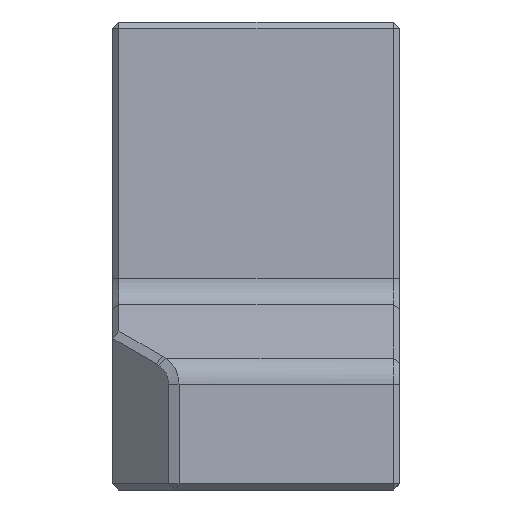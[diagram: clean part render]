
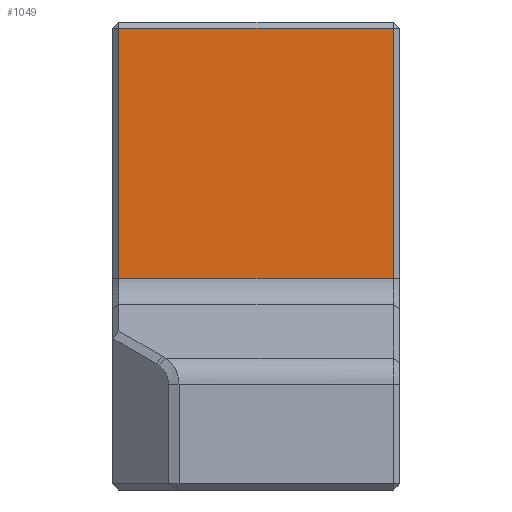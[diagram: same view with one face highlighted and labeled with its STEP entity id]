
A CAD part, left-side view. The second image highlights one B-rep face of the part: STEP entity #1049.
In plain terms, the highlighted planar face has unit normal (-1, 0, 0).
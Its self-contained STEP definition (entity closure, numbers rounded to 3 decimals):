
#94=PLANE('',#1133);
#160=FACE_OUTER_BOUND('',#225,.T.);
#225=EDGE_LOOP('',(#936,#937,#938,#939));
#312=LINE('',#3832,#419);
#314=LINE('',#3835,#421);
#319=LINE('',#3845,#426);
#336=LINE('',#3941,#443);
#419=VECTOR('',#1311,10.);
#421=VECTOR('',#1315,10.);
#426=VECTOR('',#1324,10.);
#443=VECTOR('',#1369,10.);
#525=VERTEX_POINT('',#3805);
#527=VERTEX_POINT('',#3814);
#531=VERTEX_POINT('',#3826);
#534=VERTEX_POINT('',#3841);
#657=EDGE_CURVE('',#531,#527,#312,.T.);
#659=EDGE_CURVE('',#527,#525,#314,.T.);
#664=EDGE_CURVE('',#525,#534,#319,.T.);
#689=EDGE_CURVE('',#531,#534,#336,.T.);
#936=ORIENTED_EDGE('',*,*,#664,.F.);
#937=ORIENTED_EDGE('',*,*,#659,.F.);
#938=ORIENTED_EDGE('',*,*,#657,.F.);
#939=ORIENTED_EDGE('',*,*,#689,.T.);
#1049=ADVANCED_FACE('',(#160),#94,.F.);
#1133=AXIS2_PLACEMENT_3D('',#3940,#1367,#1368);
#1311=DIRECTION('',(0.,0.,1.));
#1315=DIRECTION('',(0.,-1.,0.));
#1324=DIRECTION('',(0.,0.,-1.));
#1367=DIRECTION('center_axis',(1.,0.,0.));
#1368=DIRECTION('ref_axis',(0.,0.,-1.));
#1369=DIRECTION('',(0.,-1.,0.));
#3805=CARTESIAN_POINT('',(215.,-30.599,-0.401));
#3814=CARTESIAN_POINT('',(215.,-12.399,-0.401));
#3826=CARTESIAN_POINT('',(215.,-12.399,-16.972));
#3832=CARTESIAN_POINT('',(215.,-12.399,-15.501));
#3835=CARTESIAN_POINT('',(215.,-20.792,-0.401));
#3841=CARTESIAN_POINT('',(215.,-30.599,-16.972));
#3845=CARTESIAN_POINT('',(215.,-30.599,-8.486));
#3940=CARTESIAN_POINT('Origin',(215.,-15.999,-0.001));
#3941=CARTESIAN_POINT('',(215.,-15.999,-16.972));
